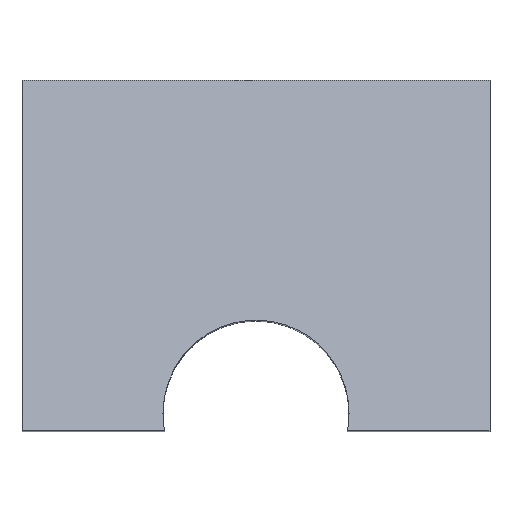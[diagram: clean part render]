
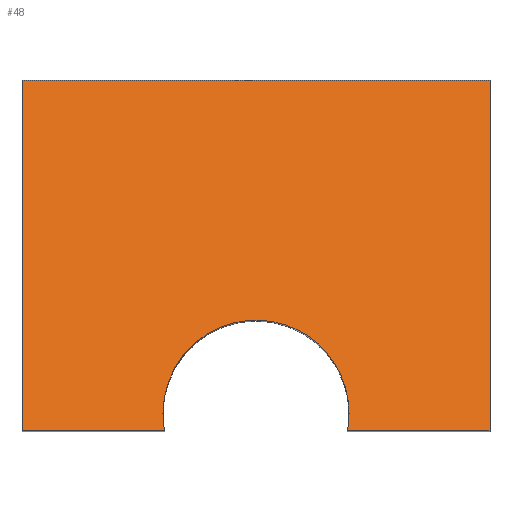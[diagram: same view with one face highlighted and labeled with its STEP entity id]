
A CAD part, top view. The second image highlights one B-rep face of the part: STEP entity #48.
In plain terms, the highlighted planar face has unit normal (0, 0.316, 0.949).
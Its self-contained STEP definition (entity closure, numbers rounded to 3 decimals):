
#48=ADVANCED_FACE('',(#61),#62,.T.);
#61=FACE_OUTER_BOUND('',#81,.T.);
#62=PLANE('',#82);
#81=EDGE_LOOP('',(#111,#112,#113,#114,#115,#116,#117,#118));
#82=AXIS2_PLACEMENT_3D('',#119,#120,#121);
#111=ORIENTED_EDGE('',*,*,#183,.F.);
#112=ORIENTED_EDGE('',*,*,#184,.T.);
#113=ORIENTED_EDGE('',*,*,#185,.T.);
#114=ORIENTED_EDGE('',*,*,#186,.T.);
#115=ORIENTED_EDGE('',*,*,#187,.F.);
#116=ORIENTED_EDGE('',*,*,#176,.T.);
#117=ORIENTED_EDGE('',*,*,#188,.T.);
#118=ORIENTED_EDGE('',*,*,#182,.T.);
#119=CARTESIAN_POINT('',(200.0,284.78,400.0));
#120=DIRECTION('',(0.,0.316,0.949));
#121=DIRECTION('',(1.0,-0.0,0.));
#176=EDGE_CURVE('',#202,#199,#203,.T.);
#182=EDGE_CURVE('',#208,#212,#214,.T.);
#183=EDGE_CURVE('',#215,#212,#216,.T.);
#184=EDGE_CURVE('',#215,#217,#218,.T.);
#185=EDGE_CURVE('',#217,#219,#220,.T.);
#186=EDGE_CURVE('',#219,#221,#222,.T.);
#187=EDGE_CURVE('',#202,#221,#223,.T.);
#188=EDGE_CURVE('',#199,#208,#224,.T.);
#199=VERTEX_POINT('',#239);
#202=VERTEX_POINT('',#243);
#203=ELLIPSE('',#244,83.8,79.5);
#208=VERTEX_POINT('',#250);
#212=VERTEX_POINT('',#255);
#214=ELLIPSE('',#258,83.8,79.5);
#215=VERTEX_POINT('',#259);
#216=LINE('',#260,#261);
#217=VERTEX_POINT('',#262);
#218=LINE('',#263,#264);
#219=VERTEX_POINT('',#265);
#220=LINE('',#266,#267);
#221=VERTEX_POINT('',#268);
#222=LINE('',#269,#270);
#223=LINE('',#271,#272);
#224=ELLIPSE('',#273,83.8,79.5);
#239=CARTESIAN_POINT('',(-79.5,0.,494.927));
#243=CARTESIAN_POINT('',(-78.03,-15.22,500.0));
#244=AXIS2_PLACEMENT_3D('',#298,#299,#300);
#250=CARTESIAN_POINT('',(79.5,0.,494.927));
#255=CARTESIAN_POINT('',(78.03,-15.22,500.0));
#258=AXIS2_PLACEMENT_3D('',#310,#311,#312);
#259=CARTESIAN_POINT('',(200.0,-15.22,500.0));
#260=CARTESIAN_POINT('',(78.03,-15.22,500.0));
#261=VECTOR('',#313,1.0);
#262=CARTESIAN_POINT('',(200.0,284.78,400.0));
#263=CARTESIAN_POINT('',(200.0,277.28,402.5));
#264=VECTOR('',#314,1.0);
#265=CARTESIAN_POINT('',(-200.0,284.78,400.0));
#266=CARTESIAN_POINT('',(100.0,284.78,400.0));
#267=VECTOR('',#315,1.0);
#268=CARTESIAN_POINT('',(-200.0,-15.22,500.0));
#269=CARTESIAN_POINT('',(-200.0,277.28,402.5));
#270=VECTOR('',#316,1.0);
#271=CARTESIAN_POINT('',(-200.0,-15.22,500.0));
#272=VECTOR('',#317,1.0);
#273=AXIS2_PLACEMENT_3D('',#318,#319,#320);
#298=CARTESIAN_POINT('',(0.0,0.0,494.927));
#299=DIRECTION('',(0.,-0.316,-0.949));
#300=DIRECTION('',(0.0,0.949,-0.316));
#310=CARTESIAN_POINT('',(0.0,0.0,494.927));
#311=DIRECTION('',(0.,-0.316,-0.949));
#312=DIRECTION('',(0.0,0.949,-0.316));
#313=DIRECTION('',(-1.0,0.,0.0));
#314=DIRECTION('',(-0.0,0.949,-0.316));
#315=DIRECTION('',(-1.0,0.0,0.));
#316=DIRECTION('',(0.0,-0.949,0.316));
#317=DIRECTION('',(-1.0,0.,-0.0));
#318=CARTESIAN_POINT('',(0.0,0.0,494.927));
#319=DIRECTION('',(0.,-0.316,-0.949));
#320=DIRECTION('',(0.0,0.949,-0.316));
